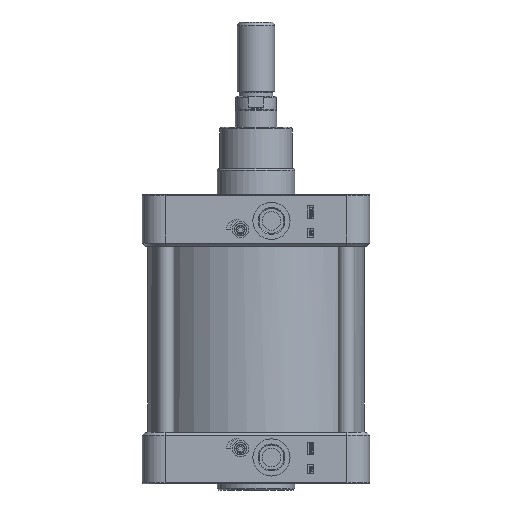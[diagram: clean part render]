
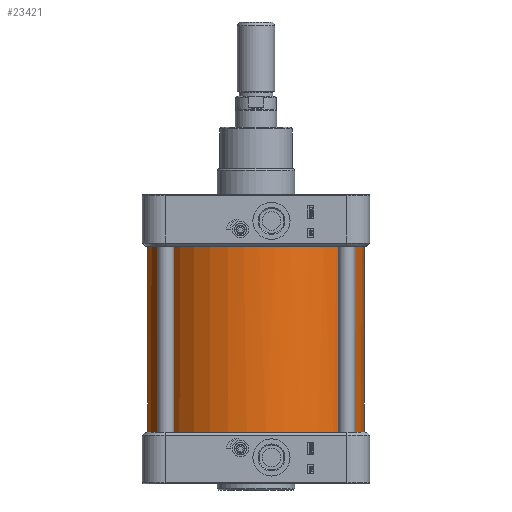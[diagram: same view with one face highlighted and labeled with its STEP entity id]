
A CAD part, front view. The second image highlights one B-rep face of the part: STEP entity #23421.
In plain terms, the highlighted cylindrical face has radius 105 mm (diameter 210 mm), a full revolution.
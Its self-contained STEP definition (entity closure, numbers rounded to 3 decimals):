
#9097=CARTESIAN_POINT('',(-27.0,-101.469,-90.0));
#9098=VERTEX_POINT('',#9097);
#9099=CARTESIAN_POINT('',(0.0,0.0,-90.0));
#9100=DIRECTION('',(0.0,0.0,1.0));
#9101=DIRECTION('',(-1.0,0.0,0.0));
#9102=AXIS2_PLACEMENT_3D('',#9099,#9100,#9101);
#9103=CIRCLE('',#9102,105.0);
#9104=EDGE_CURVE('',#9098,#9098,#9103,.T.);
#23402=CARTESIAN_POINT('',(0.0,0.0,0.0));
#23403=DIRECTION('',(0.0,0.0,1.0));
#23404=DIRECTION('',(-1.0,0.0,0.0));
#23405=AXIS2_PLACEMENT_3D('',#23402,#23403,#23404);
#23406=CYLINDRICAL_SURFACE('',#23405,105.0);
#23407=ORIENTED_EDGE('',*,*,#9104,.T.);
#23408=EDGE_LOOP('',(#23407));
#23409=FACE_OUTER_BOUND('',#23408,.T.);
#23410=CARTESIAN_POINT('',(33.,-99.679,90.0));
#23411=VERTEX_POINT('',#23410);
#23412=CARTESIAN_POINT('',(0.0,0.0,90.0));
#23413=DIRECTION('',(0.0,0.0,-1.0));
#23414=DIRECTION('',(-1.0,0.0,0.0));
#23415=AXIS2_PLACEMENT_3D('',#23412,#23413,#23414);
#23416=CIRCLE('',#23415,105.0);
#23417=EDGE_CURVE('',#23411,#23411,#23416,.T.);
#23418=ORIENTED_EDGE('',*,*,#23417,.T.);
#23419=EDGE_LOOP('',(#23418));
#23420=FACE_BOUND('',#23419,.T.);
#23421=ADVANCED_FACE('',(#23409,#23420),#23406,.T.);
